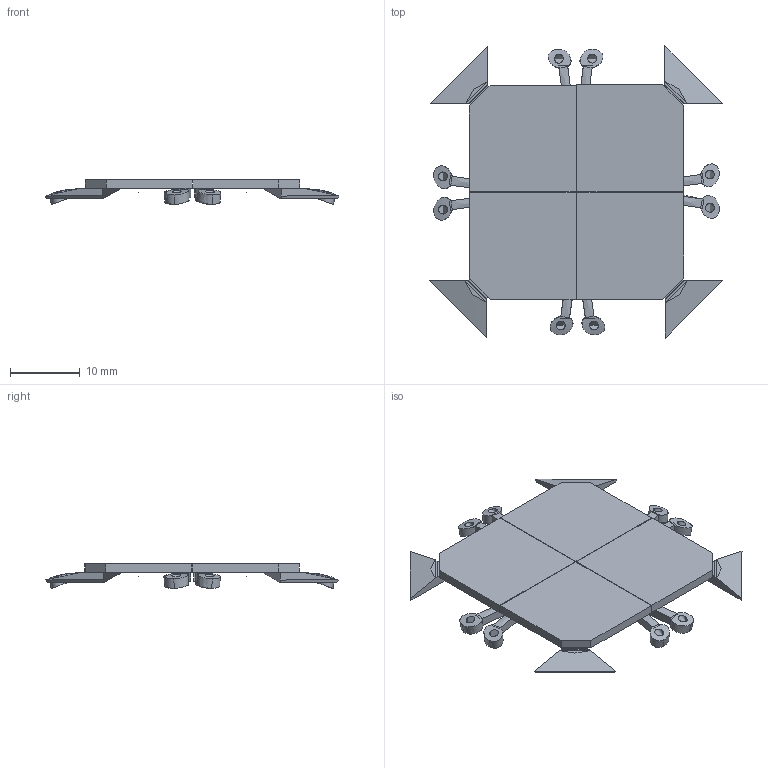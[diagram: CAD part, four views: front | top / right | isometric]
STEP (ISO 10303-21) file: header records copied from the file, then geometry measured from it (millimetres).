
FILE_DESCRIPTION(/* description */ (''),/* implementation_level */ '2;1');
FILE_NAME(/* name */ 'buttons',/* time_stamp */ '2015-03-13T14:57:41-07:00',/* author */ (''),/* organization */ (''),/* preprocessor_version */ 'ST-DEVELOPER v15',/* originating_system */ '',/* authorisation */ '');
FILE_SCHEMA (('AUTOMOTIVE_DESIGN'));
Length unit declared in the file: inch
Products named in the file (1): Document
Bounding box: 42.24 x 42.01 x 3.54 mm (x, y, z)
Volume: 1972.4 mm3
Topology: 20 solids, 28 shells, 208 faces, 488 edges, 288 vertices
Faces by surface type: bspline 168, plane 40
Entity records: 8117 total; most frequent: CARTESIAN_POINT 4955, ORIENTED_EDGE 880, EDGE_CURVE 464, B_SPLINE_CURVE_WITH_KNOTS 364, VERTEX_POINT 288, EDGE_LOOP 224, ADVANCED_FACE 208, FACE_OUTER_BOUND 208
